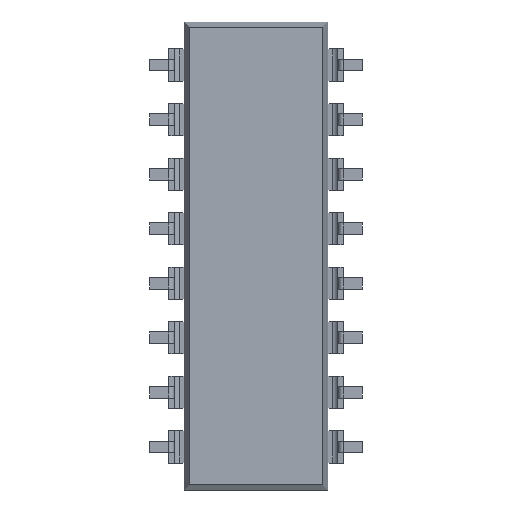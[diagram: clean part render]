
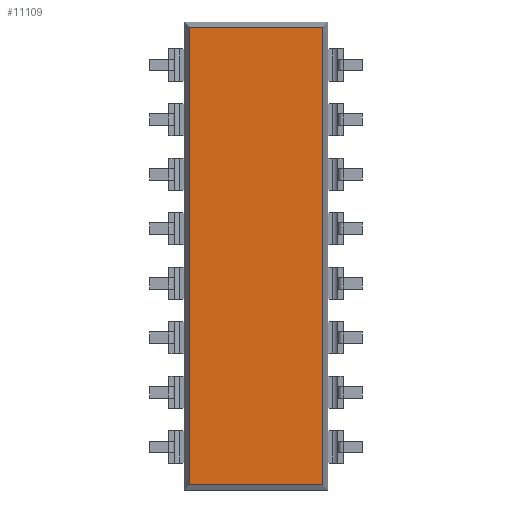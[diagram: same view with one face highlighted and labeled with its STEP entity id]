
A CAD part, front view. The second image highlights one B-rep face of the part: STEP entity #11109.
In plain terms, the highlighted planar face has unit normal (0, -1, 0).
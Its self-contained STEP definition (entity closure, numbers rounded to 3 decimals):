
#1029=FACE_OUTER_BOUND('',#1617,.T.);
#1617=EDGE_LOOP('',(#9779,#9780,#9781,#9782));
#2878=LINE('',#18459,#4142);
#2880=LINE('',#18464,#4144);
#2882=LINE('',#18468,#4146);
#2883=LINE('',#18469,#4147);
#4142=VECTOR('',#14076,10.);
#4144=VECTOR('',#14082,10.);
#4146=VECTOR('',#14086,10.);
#4147=VECTOR('',#14087,10.);
#5157=VERTEX_POINT('',#18445);
#5159=VERTEX_POINT('',#18457);
#5160=VERTEX_POINT('',#18463);
#5161=VERTEX_POINT('',#18467);
#6706=EDGE_CURVE('',#5159,#5157,#2878,.T.);
#6708=EDGE_CURVE('',#5157,#5160,#2880,.T.);
#6710=EDGE_CURVE('',#5161,#5159,#2882,.T.);
#6711=EDGE_CURVE('',#5160,#5161,#2883,.T.);
#9779=ORIENTED_EDGE('',*,*,#6706,.F.);
#9780=ORIENTED_EDGE('',*,*,#6710,.F.);
#9781=ORIENTED_EDGE('',*,*,#6711,.F.);
#9782=ORIENTED_EDGE('',*,*,#6708,.F.);
#10234=PLANE('',#11697);
#11109=ADVANCED_FACE('',(#1029),#10234,.F.);
#11697=AXIS2_PLACEMENT_3D('',#18466,#14084,#14085);
#14076=DIRECTION('',(0.,0.,-1.));
#14082=DIRECTION('',(-1.,0.,0.));
#14084=DIRECTION('center_axis',(0.,1.,0.));
#14085=DIRECTION('ref_axis',(0.,0.,1.));
#14086=DIRECTION('',(1.,0.,0.));
#14087=DIRECTION('',(0.,0.,1.));
#18445=CARTESIAN_POINT('',(3.1,0.25,-10.645));
#18457=CARTESIAN_POINT('',(3.1,0.25,10.645));
#18459=CARTESIAN_POINT('',(3.1,0.25,5.448));
#18463=CARTESIAN_POINT('',(-3.1,0.25,-10.645));
#18464=CARTESIAN_POINT('',(1.675,0.25,-10.645));
#18466=CARTESIAN_POINT('Origin',(0.,0.25,0.));
#18467=CARTESIAN_POINT('',(-3.1,0.25,10.645));
#18468=CARTESIAN_POINT('',(-1.675,0.25,10.645));
#18469=CARTESIAN_POINT('',(-3.1,0.25,-5.448));
